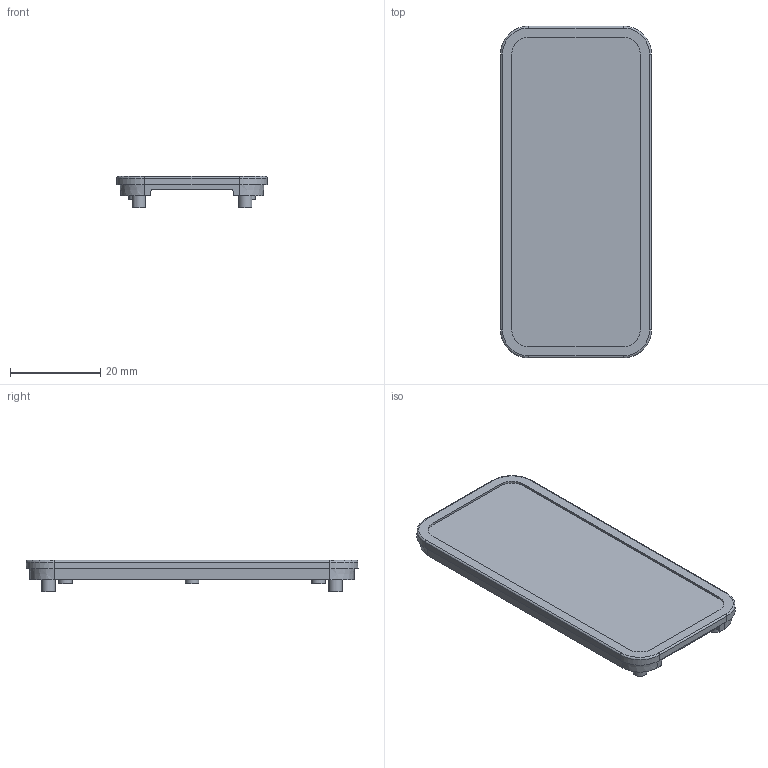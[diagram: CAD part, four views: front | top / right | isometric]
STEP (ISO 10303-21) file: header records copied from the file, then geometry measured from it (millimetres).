
FILE_DESCRIPTION(('FreeCAD Model'),'2;1');
FILE_NAME('Open CASCADE Shape Model','2022-05-04T14:40:47',('Author'),( ''),'Open CASCADE STEP processor 7.5','FreeCAD','Unknown');
FILE_SCHEMA(('AUTOMOTIVE_DESIGN { 1 0 10303 214 1 1 1 1 }'));
Length unit declared in the file: millimetre
Products named in the file (1): cs75 top cover(18.8.30)
Bounding box: 33.4 x 73.4 x 6.9 mm (x, y, z)
Volume: 4811.5 mm3; surface area: 6504.9 mm2
Topology: 1 solids, 1 shells, 114 faces, 244 edges, 154 vertices
Faces by surface type: plane 48, cylinder 36, cone 22, torus 8
Full cylindrical faces by diameter (mm): 1.3 x10, 3 x10
Entity records: 6424 total; most frequent: CARTESIAN_POINT 1387, DIRECTION 980, LINE 500, VECTOR 500, ORIENTED_EDGE 488, PCURVE 488, DEFINITIONAL_REPRESENTATION 488, EDGE_CURVE 244
